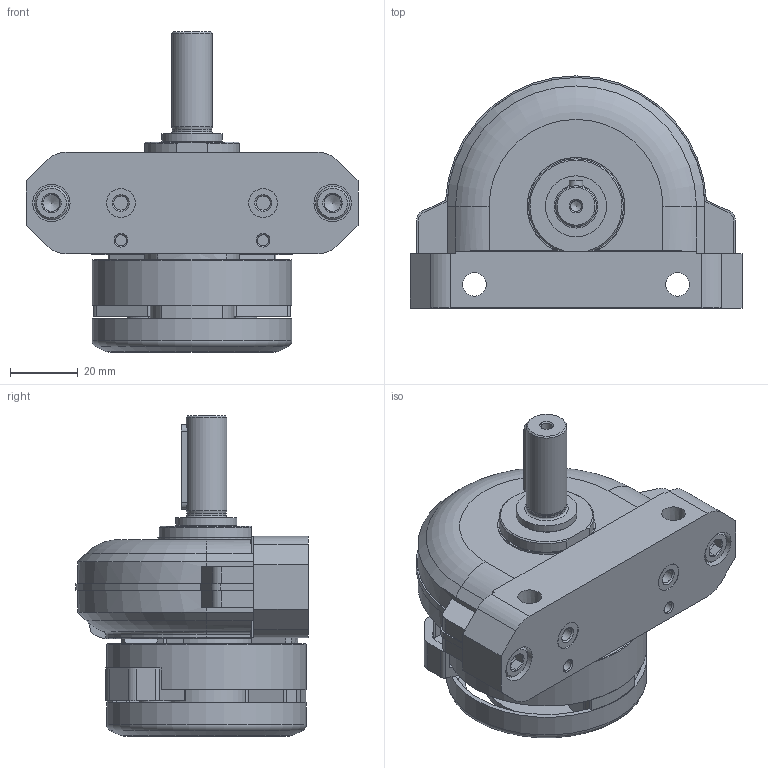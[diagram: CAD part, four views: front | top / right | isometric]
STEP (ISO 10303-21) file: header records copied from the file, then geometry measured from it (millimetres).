
FILE_DESCRIPTION(/* description */ ('STEP AP214'),/* implementation_level */ '2;1');
FILE_NAME(/* name */ '11911_DSR-25-180-P',/* time_stamp */ '2024-08-16T09:13:53+02:00',/* author */ ('License CC BY-ND 4.0'),/* organization */ ('CADENAS'),/* preprocessor_version */ 'ST-DEVELOPER v19.3',/* originating_system */ 'PARTsolutions',/* authorisation */ ' ');
FILE_SCHEMA (('AUTOMOTIVE_DESIGN {1 0 10303 214 3 1 1}'));
Length unit declared in the file: millimetre
Products named in the file (5): 11911 DSR-25-180-P---(0); 11911 DSR-25-180-P---(Geh); 332262 DSR-25-180-P---(Ks); 239636 DSR-25-180-P---(Kappe); 237956---(Schalt)
Assembly tree (5 placements, depth 2):
  11911 DSR-25-180-P---(0)
    11911 DSR-25-180-P---(Geh)
    332262 DSR-25-180-P---(Ks)
    239636 DSR-25-180-P---(Kappe)
    237956---(Schalt)  x2
Bounding box: 98 x 68.55 x 94.5 mm (x, y, z)
Volume: 164485 mm3; surface area: 57503.5 mm2
Topology: 5 solids, 5 shells, 571 faces, 1445 edges, 913 vertices
Faces by surface type: plane 290, cylinder 192, cone 71, torus 18
Full cylindrical faces by diameter (mm): 3.242 x3, 4.134 x4, 5 x2, 5.1 x2, 6 x4, 7.5 x1, 8.5 x4, 9 x1, 10 x2, 10.8 x2, 11 x4, 11.6 x1, 12 x1, 15 x3, 18 x1, 20 x2, 20.5 x1, 56 x2, 56.2 x1, 59 x2
Entity records: 15196 total; most frequent: CARTESIAN_POINT 2453, DIRECTION 2418, ORIENTED_EDGE 2154, EDGE_CURVE 1077, AXIS2_PLACEMENT_3D 915, VERTEX_POINT 726, FACE_BOUND 601, EDGE_LOOP 597
